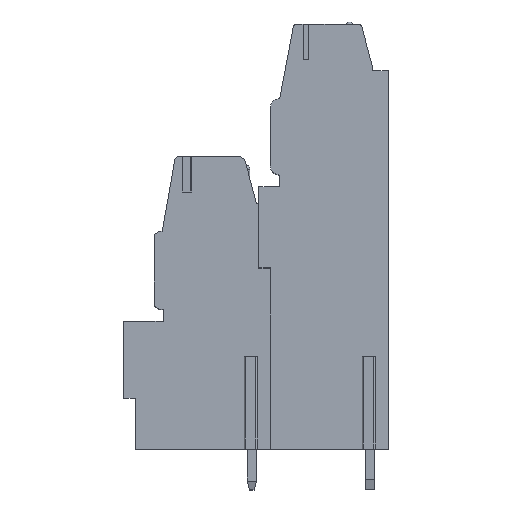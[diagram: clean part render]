
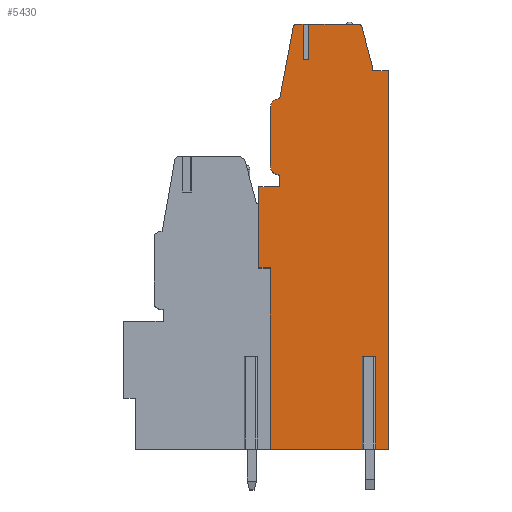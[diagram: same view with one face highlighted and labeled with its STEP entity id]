
A CAD part, top view. The second image highlights one B-rep face of the part: STEP entity #5430.
In plain terms, the highlighted planar face has unit normal (0, 0, 1).
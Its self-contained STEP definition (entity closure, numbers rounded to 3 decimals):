
#13=DIRECTION('',(0.,1.,0.));
#14=VECTOR('',#13,15.6);
#15=CARTESIAN_POINT('',(1.,-19.1,12.7));
#16=LINE('',#15,#14);
#17=DIRECTION('',(1.,0.,0.));
#18=VECTOR('',#17,1.);
#19=CARTESIAN_POINT('',(0.,-3.5,12.7));
#20=LINE('',#19,#18);
#21=DIRECTION('',(-1.,0.,0.));
#22=VECTOR('',#21,1.8);
#23=CARTESIAN_POINT('',(1.8,3.5,12.7));
#24=LINE('',#23,#22);
#25=DIRECTION('',(0.,-1.,0.));
#26=VECTOR('',#25,1.);
#27=CARTESIAN_POINT('',(1.8,4.5,12.7));
#28=LINE('',#27,#26);
#29=CARTESIAN_POINT('',(1.8,5.3,12.7));
#30=DIRECTION('',(0.,0.,1.));
#31=DIRECTION('',(-1.,0.,0.));
#32=AXIS2_PLACEMENT_3D('',#29,#30,#31);
#34=DIRECTION('',(0.,-1.,0.));
#35=VECTOR('',#34,5.);
#36=CARTESIAN_POINT('',(1.,10.3,12.7));
#37=LINE('',#36,#35);
#38=CARTESIAN_POINT('',(1.8,10.3,12.7));
#39=DIRECTION('',(0.,0.,1.));
#40=DIRECTION('',(0.,1.,0.));
#41=AXIS2_PLACEMENT_3D('',#38,#39,#40);
#43=DIRECTION('',(-0.186,-0.983,0.));
#44=VECTOR('',#43,6.265);
#45=CARTESIAN_POINT('',(2.964,17.256,12.7));
#46=LINE('',#45,#44);
#47=CARTESIAN_POINT('',(3.259,17.2,12.7));
#48=DIRECTION('',(0.,0.,1.));
#49=DIRECTION('',(0.,1.,0.));
#50=AXIS2_PLACEMENT_3D('',#47,#48,#49);
#52=DIRECTION('',(-1.,0.,0.));
#53=VECTOR('',#52,0.551);
#54=CARTESIAN_POINT('',(3.81,17.5,12.7));
#55=LINE('',#54,#53);
#56=DIRECTION('',(0.,-1.,0.));
#57=VECTOR('',#56,3.05);
#58=CARTESIAN_POINT('',(3.81,17.5,12.7));
#59=LINE('',#58,#57);
#60=DIRECTION('',(1.,0.,0.));
#61=VECTOR('',#60,0.5);
#62=CARTESIAN_POINT('',(3.81,14.45,12.7));
#63=LINE('',#62,#61);
#64=DIRECTION('',(0.,-1.,0.));
#65=VECTOR('',#64,3.05);
#66=CARTESIAN_POINT('',(4.31,17.5,12.7));
#67=LINE('',#66,#65);
#68=DIRECTION('',(-1.,0.,0.));
#69=VECTOR('',#68,4.27);
#70=CARTESIAN_POINT('',(8.58,17.5,12.7));
#71=LINE('',#70,#69);
#72=CARTESIAN_POINT('',(8.58,17.2,12.7));
#73=DIRECTION('',(0.,0.,1.));
#74=DIRECTION('',(0.965,0.261,0.));
#75=AXIS2_PLACEMENT_3D('',#72,#73,#74);
#77=DIRECTION('',(-0.261,0.965,0.));
#78=VECTOR('',#77,3.539);
#79=CARTESIAN_POINT('',(9.792,13.861,12.7));
#80=LINE('',#79,#78);
#81=DIRECTION('',(-0.035,0.999,0.));
#82=VECTOR('',#81,0.361);
#83=CARTESIAN_POINT('',(9.805,13.5,12.7));
#84=LINE('',#83,#82);
#85=DIRECTION('',(-1.,0.,0.));
#86=VECTOR('',#85,1.355);
#87=CARTESIAN_POINT('',(11.16,13.5,12.7));
#88=LINE('',#87,#86);
#89=DIRECTION('',(0.,1.,0.));
#90=VECTOR('',#89,32.6);
#91=CARTESIAN_POINT('',(11.16,-19.1,12.7));
#92=LINE('',#91,#90);
#93=DIRECTION('',(1.,0.,0.));
#94=VECTOR('',#93,1.39);
#95=CARTESIAN_POINT('',(9.77,-19.1,12.7));
#96=LINE('',#95,#94);
#97=DIRECTION('',(0.,1.,0.));
#98=VECTOR('',#97,8.);
#99=CARTESIAN_POINT('',(9.77,-19.1,12.7));
#100=LINE('',#99,#98);
#101=DIRECTION('',(-1.,0.,0.));
#102=VECTOR('',#101,0.62);
#103=CARTESIAN_POINT('',(9.77,-11.1,12.7));
#104=LINE('',#103,#102);
#105=DIRECTION('',(0.,1.,0.));
#106=VECTOR('',#105,8.);
#107=CARTESIAN_POINT('',(9.15,-19.1,12.7));
#108=LINE('',#107,#106);
#109=DIRECTION('',(1.,0.,0.));
#110=VECTOR('',#109,8.15);
#111=CARTESIAN_POINT('',(1.,-19.1,12.7));
#112=LINE('',#111,#110);
#281=DIRECTION('',(0.,-1.,0.));
#282=VECTOR('',#281,7.);
#283=CARTESIAN_POINT('',(0.,3.5,12.7));
#284=LINE('',#283,#282);
#4199=CARTESIAN_POINT('',(11.16,-19.1,12.7));
#4200=CARTESIAN_POINT('',(11.16,13.5,12.7));
#4201=VERTEX_POINT('',#4199);
#4202=VERTEX_POINT('',#4200);
#4203=CARTESIAN_POINT('',(9.805,13.5,12.7));
#4204=VERTEX_POINT('',#4203);
#4205=CARTESIAN_POINT('',(9.792,13.861,12.7));
#4206=VERTEX_POINT('',#4205);
#4207=CARTESIAN_POINT('',(8.87,17.278,12.7));
#4208=VERTEX_POINT('',#4207);
#4209=CARTESIAN_POINT('',(8.58,17.5,12.7));
#4210=VERTEX_POINT('',#4209);
#4211=CARTESIAN_POINT('',(3.259,17.5,12.7));
#4212=CARTESIAN_POINT('',(2.964,17.256,12.7));
#4213=VERTEX_POINT('',#4211);
#4214=VERTEX_POINT('',#4212);
#4215=CARTESIAN_POINT('',(1.8,11.1,12.7));
#4216=VERTEX_POINT('',#4215);
#4217=CARTESIAN_POINT('',(1.,10.3,12.7));
#4218=VERTEX_POINT('',#4217);
#4219=CARTESIAN_POINT('',(1.,5.3,12.7));
#4220=VERTEX_POINT('',#4219);
#4221=CARTESIAN_POINT('',(1.8,4.5,12.7));
#4222=VERTEX_POINT('',#4221);
#4223=CARTESIAN_POINT('',(1.8,3.5,12.7));
#4224=VERTEX_POINT('',#4223);
#4225=CARTESIAN_POINT('',(0.,3.5,12.7));
#4226=VERTEX_POINT('',#4225);
#4311=CARTESIAN_POINT('',(9.77,-11.1,12.7));
#4312=CARTESIAN_POINT('',(9.15,-11.1,12.7));
#4313=VERTEX_POINT('',#4311);
#4314=VERTEX_POINT('',#4312);
#4315=CARTESIAN_POINT('',(9.77,-19.1,12.7));
#4316=VERTEX_POINT('',#4315);
#4317=CARTESIAN_POINT('',(9.15,-19.1,12.7));
#4318=VERTEX_POINT('',#4317);
#4319=CARTESIAN_POINT('',(1.,-19.1,12.7));
#4320=VERTEX_POINT('',#4319);
#4357=CARTESIAN_POINT('',(3.81,14.45,12.7));
#4358=CARTESIAN_POINT('',(4.31,14.45,12.7));
#4359=VERTEX_POINT('',#4357);
#4360=VERTEX_POINT('',#4358);
#4361=CARTESIAN_POINT('',(3.81,17.5,12.7));
#4362=VERTEX_POINT('',#4361);
#4367=CARTESIAN_POINT('',(4.31,17.5,12.7));
#4368=VERTEX_POINT('',#4367);
#5309=CARTESIAN_POINT('',(1.,-3.5,12.7));
#5310=VERTEX_POINT('',#5309);
#5311=CARTESIAN_POINT('',(0.,-3.5,12.7));
#5312=VERTEX_POINT('',#5311);
#5373=CARTESIAN_POINT('',(0.,0.,12.7));
#5374=DIRECTION('',(0.,0.,1.));
#5375=DIRECTION('',(1.,0.,0.));
#5376=AXIS2_PLACEMENT_3D('',#5373,#5374,#5375);
#5377=PLANE('',#5376);
#5379=ORIENTED_EDGE('',*,*,#5378,.T.);
#5381=ORIENTED_EDGE('',*,*,#5380,.F.);
#5383=ORIENTED_EDGE('',*,*,#5382,.F.);
#5385=ORIENTED_EDGE('',*,*,#5384,.F.);
#5387=ORIENTED_EDGE('',*,*,#5386,.F.);
#5389=ORIENTED_EDGE('',*,*,#5388,.F.);
#5391=ORIENTED_EDGE('',*,*,#5390,.F.);
#5393=ORIENTED_EDGE('',*,*,#5392,.F.);
#5395=ORIENTED_EDGE('',*,*,#5394,.F.);
#5397=ORIENTED_EDGE('',*,*,#5396,.F.);
#5399=ORIENTED_EDGE('',*,*,#5398,.F.);
#5401=ORIENTED_EDGE('',*,*,#5400,.T.);
#5403=ORIENTED_EDGE('',*,*,#5402,.T.);
#5405=ORIENTED_EDGE('',*,*,#5404,.F.);
#5407=ORIENTED_EDGE('',*,*,#5406,.F.);
#5409=ORIENTED_EDGE('',*,*,#5408,.F.);
#5411=ORIENTED_EDGE('',*,*,#5410,.F.);
#5413=ORIENTED_EDGE('',*,*,#5412,.F.);
#5415=ORIENTED_EDGE('',*,*,#5414,.F.);
#5417=ORIENTED_EDGE('',*,*,#5416,.F.);
#5419=ORIENTED_EDGE('',*,*,#5418,.F.);
#5421=ORIENTED_EDGE('',*,*,#5420,.T.);
#5423=ORIENTED_EDGE('',*,*,#5422,.T.);
#5425=ORIENTED_EDGE('',*,*,#5424,.F.);
#5427=ORIENTED_EDGE('',*,*,#5426,.F.);
#5428=EDGE_LOOP('',(#5379,#5381,#5383,#5385,#5387,#5389,#5391,#5393,#5395,#5397,
#5399,#5401,#5403,#5405,#5407,#5409,#5411,#5413,#5415,#5417,#5419,#5421,#5423,
#5425,#5427));
#5429=FACE_OUTER_BOUND('',#5428,.F.);
#33=CIRCLE('',#32,0.8);
#42=CIRCLE('',#41,0.8);
#51=CIRCLE('',#50,0.3);
#76=CIRCLE('',#75,0.3);
#5378=EDGE_CURVE('',#4320,#5310,#16,.T.);
#5380=EDGE_CURVE('',#5312,#5310,#20,.T.);
#5382=EDGE_CURVE('',#4226,#5312,#284,.T.);
#5384=EDGE_CURVE('',#4224,#4226,#24,.T.);
#5386=EDGE_CURVE('',#4222,#4224,#28,.T.);
#5388=EDGE_CURVE('',#4220,#4222,#33,.T.);
#5390=EDGE_CURVE('',#4218,#4220,#37,.T.);
#5392=EDGE_CURVE('',#4216,#4218,#42,.T.);
#5394=EDGE_CURVE('',#4214,#4216,#46,.T.);
#5396=EDGE_CURVE('',#4213,#4214,#51,.T.);
#5398=EDGE_CURVE('',#4362,#4213,#55,.T.);
#5400=EDGE_CURVE('',#4362,#4359,#59,.T.);
#5402=EDGE_CURVE('',#4359,#4360,#63,.T.);
#5404=EDGE_CURVE('',#4368,#4360,#67,.T.);
#5406=EDGE_CURVE('',#4210,#4368,#71,.T.);
#5408=EDGE_CURVE('',#4208,#4210,#76,.T.);
#5410=EDGE_CURVE('',#4206,#4208,#80,.T.);
#5412=EDGE_CURVE('',#4204,#4206,#84,.T.);
#5414=EDGE_CURVE('',#4202,#4204,#88,.T.);
#5416=EDGE_CURVE('',#4201,#4202,#92,.T.);
#5418=EDGE_CURVE('',#4316,#4201,#96,.T.);
#5420=EDGE_CURVE('',#4316,#4313,#100,.T.);
#5422=EDGE_CURVE('',#4313,#4314,#104,.T.);
#5424=EDGE_CURVE('',#4318,#4314,#108,.T.);
#5426=EDGE_CURVE('',#4320,#4318,#112,.T.);
#5430=ADVANCED_FACE('',(#5429),#5377,.T.);
